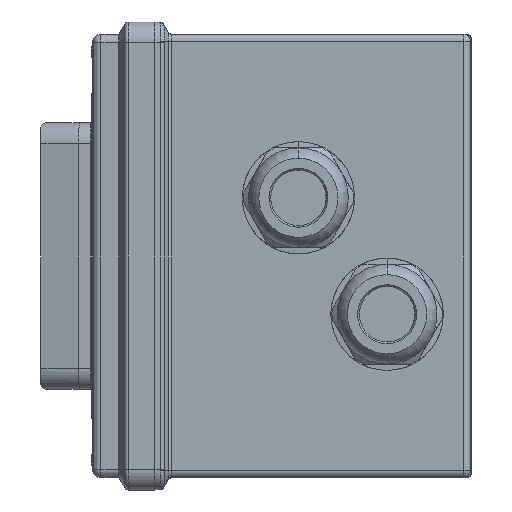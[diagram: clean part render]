
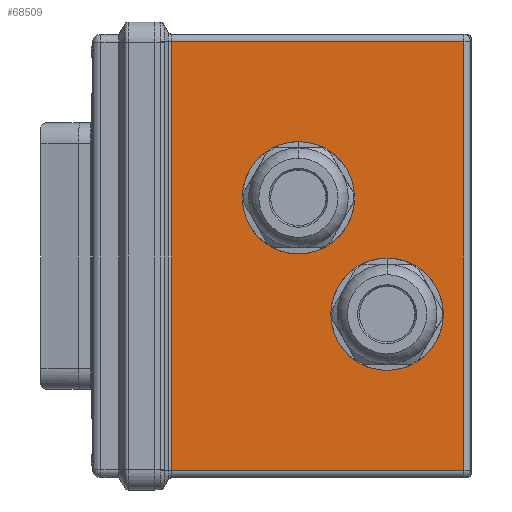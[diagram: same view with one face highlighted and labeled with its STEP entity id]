
A CAD part, left-side view. The second image highlights one B-rep face of the part: STEP entity #68509.
In plain terms, the highlighted planar face has unit normal (-1, 0, 0).
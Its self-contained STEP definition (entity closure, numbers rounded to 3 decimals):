
#2338 = EDGE_LOOP ( 'NONE', ( #54627, #88305 ) ) ;
#3005 = CIRCLE ( 'NONE', #62467, 10. ) ;
#4101 = VERTEX_POINT ( 'NONE', #85029 ) ;
#4454 = CARTESIAN_POINT ( 'NONE',  ( -82.3, -74.3, 51.5 ) ) ;
#4569 = EDGE_CURVE ( 'NONE', #40716, #63623, #76055, .T. ) ;
#5258 = DIRECTION ( 'NONE',  ( 0., 0., 1. ) ) ;
#8380 = LINE ( 'NONE', #46137, #18310 ) ;
#8824 = LINE ( 'NONE', #75384, #46294 ) ;
#9998 = CARTESIAN_POINT ( 'NONE',  ( -82.3, -74.3, -51.5 ) ) ;
#11928 = CARTESIAN_POINT ( 'NONE',  ( -82.3, -4.056, -51.5 ) ) ;
#15728 = ORIENTED_EDGE ( 'NONE', *, *, #67271, .T. ) ;
#15955 = VERTEX_POINT ( 'NONE', #87098 ) ;
#16105 = DIRECTION ( 'NONE',  ( 0., 0., 1. ) ) ;
#18310 = VECTOR ( 'NONE', #18733, 1000. ) ;
#18356 = FACE_OUTER_BOUND ( 'NONE', #89184, .T. ) ;
#18733 = DIRECTION ( 'NONE',  ( 0., -1., 0. ) ) ;
#21771 = VECTOR ( 'NONE', #82401, 1000. ) ;
#26391 = DIRECTION ( 'NONE',  ( 0., 0., -1. ) ) ;
#30388 = CIRCLE ( 'NONE', #79896, 10. ) ;
#30894 = EDGE_CURVE ( 'NONE', #63623, #40716, #47425, .T. ) ;
#35970 = EDGE_CURVE ( 'NONE', #74857, #83005, #8380, .T. ) ;
#37048 = FACE_BOUND ( 'NONE', #79398, .T. ) ;
#37591 = VERTEX_POINT ( 'NONE', #4454 ) ;
#39322 = DIRECTION ( 'NONE',  ( -1., 0., 0. ) ) ;
#40060 = DIRECTION ( 'NONE',  ( 0., 0., 1. ) ) ;
#40391 = DIRECTION ( 'NONE',  ( -1., 0., 0. ) ) ;
#40510 = LINE ( 'NONE', #75918, #21771 ) ;
#40716 = VERTEX_POINT ( 'NONE', #69079 ) ;
#41927 = AXIS2_PLACEMENT_3D ( 'NONE', #80940, #39322, #81240 ) ;
#43563 = AXIS2_PLACEMENT_3D ( 'NONE', #50940, #64770, #50332 ) ;
#44993 = CARTESIAN_POINT ( 'NONE',  ( -82.3, -34.5, 24. ) ) ;
#46137 = CARTESIAN_POINT ( 'NONE',  ( -82.3, -75.8, -51.5 ) ) ;
#46294 = VECTOR ( 'NONE', #26391, 1000. ) ;
#47425 = CIRCLE ( 'NONE', #41927, 10. ) ;
#48596 = VECTOR ( 'NONE', #50622, 1000. ) ;
#50332 = DIRECTION ( 'NONE',  ( 0., 0., 1. ) ) ;
#50622 = DIRECTION ( 'NONE',  ( 0., 1., 0. ) ) ;
#50940 = CARTESIAN_POINT ( 'NONE',  ( -82.3, -75.8, -53.3 ) ) ;
#53917 = DIRECTION ( 'NONE',  ( -1., 0., 0. ) ) ;
#54627 = ORIENTED_EDGE ( 'NONE', *, *, #55012, .F. ) ;
#55012 = EDGE_CURVE ( 'NONE', #15955, #4101, #3005, .T. ) ;
#57409 = PLANE ( 'NONE',  #43563 ) ;
#58280 = DIRECTION ( 'NONE',  ( -1., 0., 0. ) ) ;
#62177 = EDGE_CURVE ( 'NONE', #4101, #15955, #30388, .T. ) ;
#62467 = AXIS2_PLACEMENT_3D ( 'NONE', #66234, #40391, #5258 ) ;
#63623 = VERTEX_POINT ( 'NONE', #44993 ) ;
#64770 = DIRECTION ( 'NONE',  ( -1., 0., 0. ) ) ;
#66234 = CARTESIAN_POINT ( 'NONE',  ( -82.3, -55.8, -14. ) ) ;
#67271 = EDGE_CURVE ( 'NONE', #83005, #37591, #40510, .T. ) ;
#68509 = ADVANCED_FACE ( 'NONE', ( #37048, #71200, #18356 ), #57409, .T. ) ;
#69079 = CARTESIAN_POINT ( 'NONE',  ( -82.3, -34.5, 4. ) ) ;
#69230 = ORIENTED_EDGE ( 'NONE', *, *, #30894, .F. ) ;
#71200 = FACE_BOUND ( 'NONE', #2338, .T. ) ;
#73737 = VERTEX_POINT ( 'NONE', #76727 ) ;
#74132 = ORIENTED_EDGE ( 'NONE', *, *, #4569, .F. ) ;
#74857 = VERTEX_POINT ( 'NONE', #11928 ) ;
#75312 = ORIENTED_EDGE ( 'NONE', *, *, #80934, .T. ) ;
#75384 = CARTESIAN_POINT ( 'NONE',  ( -82.3, -4.056, -53.3 ) ) ;
#75918 = CARTESIAN_POINT ( 'NONE',  ( -82.3, -74.3, -53.3 ) ) ;
#76055 = CIRCLE ( 'NONE', #84632, 10. ) ;
#76727 = CARTESIAN_POINT ( 'NONE',  ( -82.3, -4.056, 51.5 ) ) ;
#79398 = EDGE_LOOP ( 'NONE', ( #69230, #74132 ) ) ;
#79896 = AXIS2_PLACEMENT_3D ( 'NONE', #86326, #58280, #16105 ) ;
#80934 = EDGE_CURVE ( 'NONE', #37591, #73737, #82829, .T. ) ;
#80940 = CARTESIAN_POINT ( 'NONE',  ( -82.3, -34.5, 14. ) ) ;
#81240 = DIRECTION ( 'NONE',  ( 0., 0., 1. ) ) ;
#82401 = DIRECTION ( 'NONE',  ( 0., 0., 1. ) ) ;
#82637 = ORIENTED_EDGE ( 'NONE', *, *, #86898, .T. ) ;
#82829 = LINE ( 'NONE', #83590, #48596 ) ;
#83005 = VERTEX_POINT ( 'NONE', #9998 ) ;
#83590 = CARTESIAN_POINT ( 'NONE',  ( -82.3, -75.8, 51.5 ) ) ;
#84632 = AXIS2_PLACEMENT_3D ( 'NONE', #89072, #53917, #40060 ) ;
#84956 = ORIENTED_EDGE ( 'NONE', *, *, #35970, .T. ) ;
#85029 = CARTESIAN_POINT ( 'NONE',  ( -82.3, -55.8, -24. ) ) ;
#86326 = CARTESIAN_POINT ( 'NONE',  ( -82.3, -55.8, -14. ) ) ;
#86898 = EDGE_CURVE ( 'NONE', #73737, #74857, #8824, .T. ) ;
#87098 = CARTESIAN_POINT ( 'NONE',  ( -82.3, -55.8, -4. ) ) ;
#88305 = ORIENTED_EDGE ( 'NONE', *, *, #62177, .F. ) ;
#89072 = CARTESIAN_POINT ( 'NONE',  ( -82.3, -34.5, 14. ) ) ;
#89184 = EDGE_LOOP ( 'NONE', ( #84956, #15728, #75312, #82637 ) ) ;
